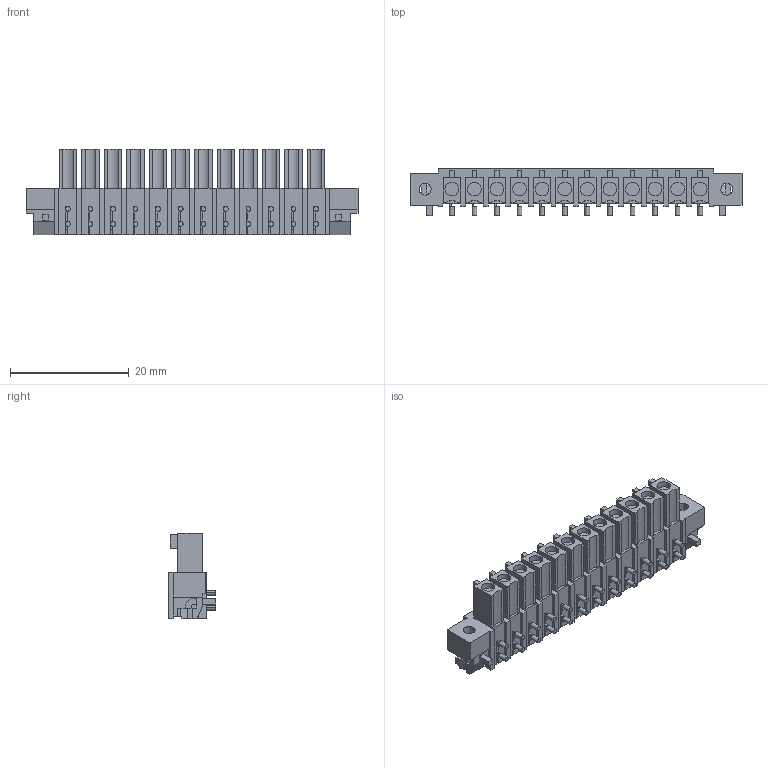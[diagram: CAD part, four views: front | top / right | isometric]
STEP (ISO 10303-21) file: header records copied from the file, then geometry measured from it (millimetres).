
FILE_DESCRIPTION(('CATIA V5 STEP Exchange'),'2;1');
FILE_NAME ('D1447089_0_1028840000_1028840000.stp','2016-12-08T12:13:07+00:00',('none'),('Weidmueller'),'CATIA Version 5-6 Release 2014','CATIA V5 STEP AP203','none');
FILE_SCHEMA(('CONFIG_CONTROL_DESIGN'));
Length unit declared in the file: millimetre
Products named in the file (1): 1028840000_S
Bounding box: 56.02 x 7.95 x 14.5 mm (x, y, z)
Volume: 3192.8 mm3; surface area: 3700.5 mm2
Topology: 15 solids, 15 shells, 816 faces, 2120 edges, 1392 vertices
Faces by surface type: plane 700, cylinder 116
Entity records: 22168 total; most frequent: ORIENTED_EDGE 4240, CARTESIAN_POINT 4127, DIRECTION 2757, EDGE_CURVE 2120, VECTOR 1767, LINE 1767, VERTEX_POINT 1392, EDGE_LOOP 882
